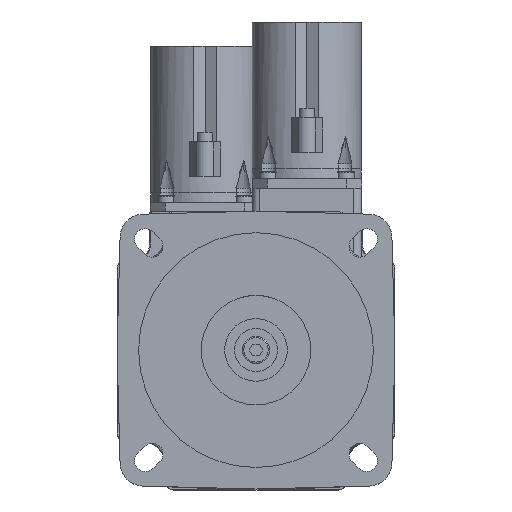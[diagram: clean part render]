
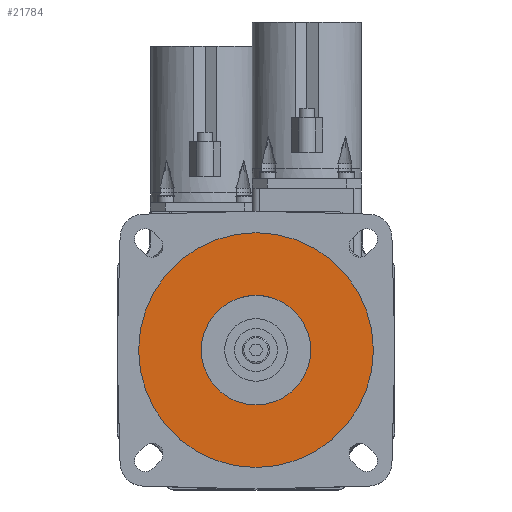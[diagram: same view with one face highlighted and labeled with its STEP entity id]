
A CAD part, top view. The second image highlights one B-rep face of the part: STEP entity #21784.
In plain terms, the highlighted planar face has unit normal (0, 0, 1).
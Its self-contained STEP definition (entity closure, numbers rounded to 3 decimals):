
#1812=CARTESIAN_POINT('',(0.,0.,2.5));
#1813=DIRECTION('',(0.,0.,1.));
#1814=DIRECTION('',(1.,0.,0.));
#1815=AXIS2_PLACEMENT_3D('',#1812,#1813,#1814);
#1817=CARTESIAN_POINT('',(0.,0.,2.5));
#1818=DIRECTION('',(0.,0.,1.));
#1819=DIRECTION('',(-1.,0.,0.));
#1820=AXIS2_PLACEMENT_3D('',#1817,#1818,#1819);
#1822=CARTESIAN_POINT('',(0.,0.,2.5));
#1823=DIRECTION('',(0.,0.,-1.));
#1824=DIRECTION('',(1.,0.,0.));
#1825=AXIS2_PLACEMENT_3D('',#1822,#1823,#1824);
#1827=CARTESIAN_POINT('',(0.,0.,2.5));
#1828=DIRECTION('',(0.,0.,-1.));
#1829=DIRECTION('',(-1.,0.,0.));
#1830=AXIS2_PLACEMENT_3D('',#1827,#1828,#1829);
#17411=CARTESIAN_POINT('',(30.,0.,2.5));
#17412=CARTESIAN_POINT('',(-30.,0.,2.5));
#17413=VERTEX_POINT('',#17411);
#17414=VERTEX_POINT('',#17412);
#17487=CARTESIAN_POINT('',(14.,0.,2.5));
#17488=CARTESIAN_POINT('',(-14.,0.,2.5));
#17489=VERTEX_POINT('',#17487);
#17490=VERTEX_POINT('',#17488);
#21769=CARTESIAN_POINT('',(0.,0.,2.5));
#21770=DIRECTION('',(0.,0.,1.));
#21771=DIRECTION('',(1.,0.,0.));
#21772=AXIS2_PLACEMENT_3D('',#21769,#21770,#21771);
#21773=PLANE('',#21772);
#21774=ORIENTED_EDGE('',*,*,#21749,.F.);
#21775=ORIENTED_EDGE('',*,*,#21763,.F.);
#21776=EDGE_LOOP('',(#21774,#21775));
#21777=FACE_OUTER_BOUND('',#21776,.F.);
#21779=ORIENTED_EDGE('',*,*,#21778,.F.);
#21781=ORIENTED_EDGE('',*,*,#21780,.F.);
#21782=EDGE_LOOP('',(#21779,#21781));
#21783=FACE_BOUND('',#21782,.F.);
#21784=ADVANCED_FACE('',(#21777,#21783),#21773,.T.);
#1816=CIRCLE('',#1815,30.);
#1821=CIRCLE('',#1820,30.);
#1826=CIRCLE('',#1825,14.);
#1831=CIRCLE('',#1830,14.);
#21749=EDGE_CURVE('',#17413,#17414,#1816,.T.);
#21763=EDGE_CURVE('',#17414,#17413,#1821,.T.);
#21778=EDGE_CURVE('',#17489,#17490,#1826,.T.);
#21780=EDGE_CURVE('',#17490,#17489,#1831,.T.);
